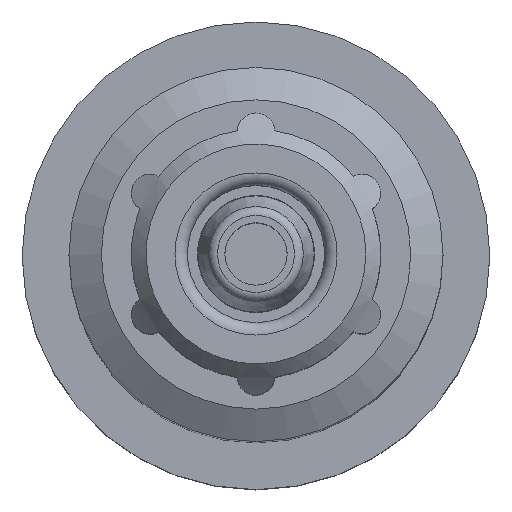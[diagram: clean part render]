
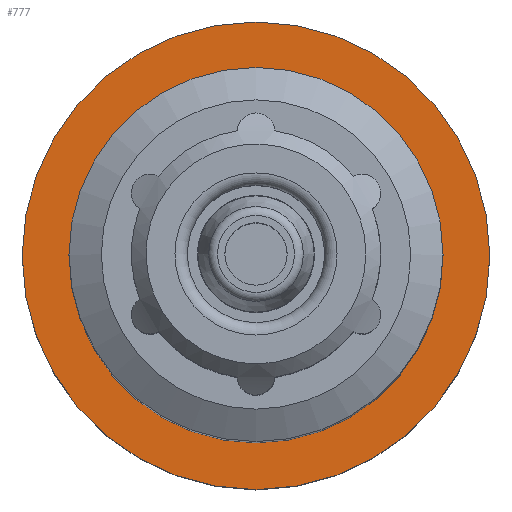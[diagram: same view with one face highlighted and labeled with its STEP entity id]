
A CAD part, top view. The second image highlights one B-rep face of the part: STEP entity #777.
In plain terms, the highlighted planar face has unit normal (0, 0, 1).
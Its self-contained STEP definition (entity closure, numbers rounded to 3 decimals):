
#107=PLANE('',#864);
#134=CIRCLE('',#863,7.5);
#135=CIRCLE('',#865,6.);
#204=ORIENTED_EDGE('',*,*,#408,.F.);
#205=ORIENTED_EDGE('',*,*,#407,.T.);
#407=EDGE_CURVE('',#510,#510,#134,.T.);
#408=EDGE_CURVE('',#511,#511,#135,.T.);
#510=VERTEX_POINT('',#1341);
#511=VERTEX_POINT('',#1344);
#594=EDGE_LOOP('',(#204));
#595=EDGE_LOOP('',(#205));
#684=FACE_BOUND('',#594,.T.);
#685=FACE_BOUND('',#595,.T.);
#777=ADVANCED_FACE('',(#684,#685),#107,.F.);
#863=AXIS2_PLACEMENT_3D('',#1340,#997,#998);
#864=AXIS2_PLACEMENT_3D('',#1342,#999,#1000);
#865=AXIS2_PLACEMENT_3D('',#1343,#1001,#1002);
#997=DIRECTION('',(0.,0.,1.));
#998=DIRECTION('',(1.,0.,0.));
#999=DIRECTION('',(0.,0.,-1.));
#1000=DIRECTION('',(-1.,0.,0.));
#1001=DIRECTION('',(0.,0.,1.));
#1002=DIRECTION('',(1.,0.,0.));
#1340=CARTESIAN_POINT('',(0.,0.,-34.4));
#1341=CARTESIAN_POINT('',(7.5,0.,-34.4));
#1342=CARTESIAN_POINT('',(7.5,0.,-34.4));
#1343=CARTESIAN_POINT('',(0.,0.,-34.4));
#1344=CARTESIAN_POINT('',(6.,0.,-34.4));
